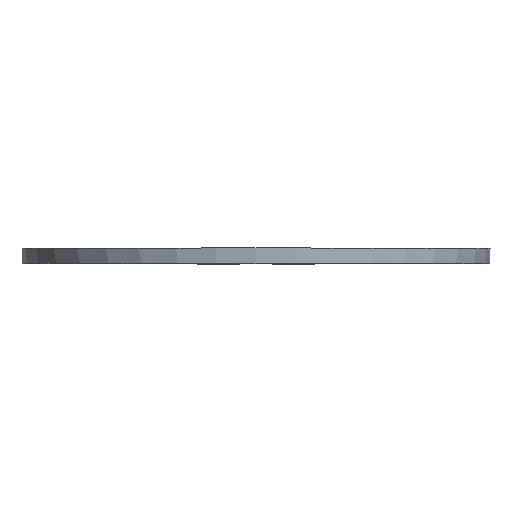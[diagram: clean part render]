
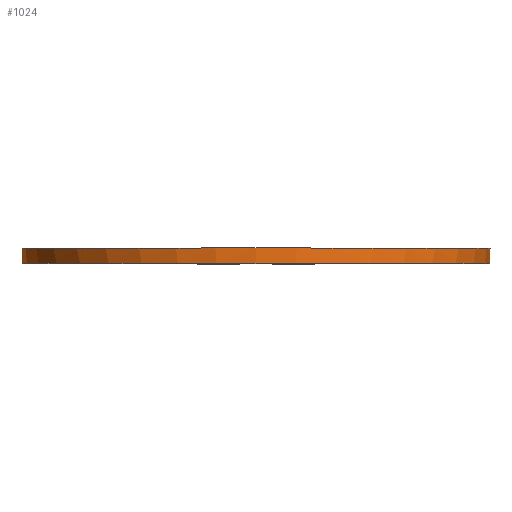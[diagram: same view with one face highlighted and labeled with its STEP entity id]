
A CAD part, top view. The second image highlights one B-rep face of the part: STEP entity #1024.
In plain terms, the highlighted cylindrical face has radius 20 mm (diameter 40 mm), a full revolution.
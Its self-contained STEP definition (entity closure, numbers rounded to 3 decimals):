
#139=FACE_OUTER_BOUND('',#193,.T.);
#193=EDGE_LOOP('',(#708,#709,#710,#711,#712,#713,#714,#715,#716));
#259=LINE('',#1307,#349);
#260=LINE('',#1311,#350);
#261=LINE('',#1315,#351);
#349=VECTOR('',#1141,20.);
#350=VECTOR('',#1144,1000.);
#351=VECTOR('',#1147,1000.);
#439=CIRCLE('',#1099,20.);
#440=CIRCLE('',#1100,20.);
#441=CIRCLE('',#1101,20.);
#442=CIRCLE('',#1102,20.);
#443=CIRCLE('',#1103,20.);
#446=VERTEX_POINT('',#1303);
#447=VERTEX_POINT('',#1304);
#448=VERTEX_POINT('',#1306);
#449=VERTEX_POINT('',#1308);
#450=VERTEX_POINT('',#1310);
#451=VERTEX_POINT('',#1312);
#452=VERTEX_POINT('',#1314);
#551=EDGE_CURVE('',#446,#447,#439,.T.);
#552=EDGE_CURVE('',#447,#448,#259,.T.);
#553=EDGE_CURVE('',#448,#449,#440,.T.);
#554=EDGE_CURVE('',#450,#449,#260,.T.);
#555=EDGE_CURVE('',#451,#450,#441,.T.);
#556=EDGE_CURVE('',#452,#451,#261,.T.);
#557=EDGE_CURVE('',#452,#448,#442,.T.);
#558=EDGE_CURVE('',#447,#446,#443,.T.);
#708=ORIENTED_EDGE('',*,*,#551,.T.);
#709=ORIENTED_EDGE('',*,*,#552,.T.);
#710=ORIENTED_EDGE('',*,*,#553,.T.);
#711=ORIENTED_EDGE('',*,*,#554,.F.);
#712=ORIENTED_EDGE('',*,*,#555,.F.);
#713=ORIENTED_EDGE('',*,*,#556,.F.);
#714=ORIENTED_EDGE('',*,*,#557,.T.);
#715=ORIENTED_EDGE('',*,*,#552,.F.);
#716=ORIENTED_EDGE('',*,*,#558,.T.);
#1022=CYLINDRICAL_SURFACE('',#1098,20.);
#1024=ADVANCED_FACE('',(#139),#1022,.T.);
#1098=AXIS2_PLACEMENT_3D('',#1302,#1137,#1138);
#1099=AXIS2_PLACEMENT_3D('',#1305,#1139,#1140);
#1100=AXIS2_PLACEMENT_3D('',#1309,#1142,#1143);
#1101=AXIS2_PLACEMENT_3D('',#1313,#1145,#1146);
#1102=AXIS2_PLACEMENT_3D('',#1316,#1148,#1149);
#1103=AXIS2_PLACEMENT_3D('',#1317,#1150,#1151);
#1137=DIRECTION('center_axis',(0.,1.,0.));
#1138=DIRECTION('ref_axis',(0.,0.,1.));
#1139=DIRECTION('center_axis',(0.,-1.,0.));
#1140=DIRECTION('ref_axis',(0.,0.,1.));
#1141=DIRECTION('',(0.,-1.,0.));
#1142=DIRECTION('center_axis',(0.,1.,0.));
#1143=DIRECTION('ref_axis',(0.,0.,-1.));
#1144=DIRECTION('',(0.,1.,0.));
#1145=DIRECTION('center_axis',(0.,-1.,0.));
#1146=DIRECTION('ref_axis',(0.,0.,-1.));
#1147=DIRECTION('',(0.,-1.,0.));
#1148=DIRECTION('center_axis',(0.,1.,0.));
#1149=DIRECTION('ref_axis',(0.,0.,-1.));
#1150=DIRECTION('center_axis',(0.,-1.,0.));
#1151=DIRECTION('ref_axis',(0.,0.,1.));
#1302=CARTESIAN_POINT('Origin',(3.,-0.001,0.));
#1303=CARTESIAN_POINT('',(3.,40.,20.));
#1304=CARTESIAN_POINT('',(3.,40.,-20.));
#1305=CARTESIAN_POINT('Origin',(3.,40.,0.));
#1306=CARTESIAN_POINT('',(3.,39.2,-20.));
#1307=CARTESIAN_POINT('',(3.,-0.001,-20.));
#1308=CARTESIAN_POINT('',(1.5,39.2,-19.944));
#1309=CARTESIAN_POINT('Origin',(3.,39.2,0.));
#1310=CARTESIAN_POINT('',(1.5,38.7,-19.944));
#1311=CARTESIAN_POINT('',(1.5,-0.001,-19.944));
#1312=CARTESIAN_POINT('',(4.5,38.7,-19.944));
#1313=CARTESIAN_POINT('Origin',(3.,38.7,0.));
#1314=CARTESIAN_POINT('',(4.5,39.2,-19.944));
#1315=CARTESIAN_POINT('',(4.5,-0.001,-19.944));
#1316=CARTESIAN_POINT('Origin',(3.,39.2,0.));
#1317=CARTESIAN_POINT('Origin',(3.,40.,0.));
